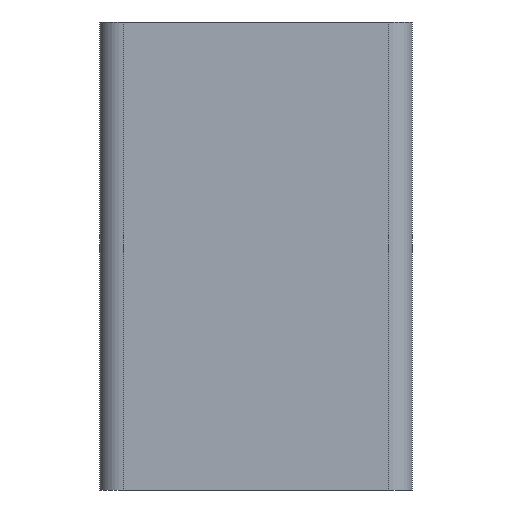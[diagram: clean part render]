
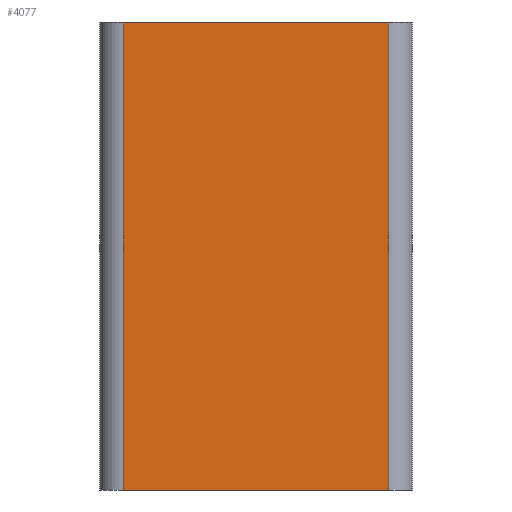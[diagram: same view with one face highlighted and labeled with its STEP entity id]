
A CAD part, front view. The second image highlights one B-rep face of the part: STEP entity #4077.
In plain terms, the highlighted planar face has unit normal (0, -1, 0).
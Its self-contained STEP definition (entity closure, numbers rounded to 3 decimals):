
#138 = VECTOR ( 'NONE', #1653, 1000. ) ;
#407 = EDGE_CURVE ( 'NONE', #1139, #4397, #1428, .T. ) ;
#647 = CARTESIAN_POINT ( 'NONE',  ( -8.5, -10., 0. ) ) ;
#688 = CARTESIAN_POINT ( 'NONE',  ( 8.5, -10., 30. ) ) ;
#787 = VERTEX_POINT ( 'NONE', #3789 ) ;
#925 = EDGE_LOOP ( 'NONE', ( #4028, #2176, #4481, #955 ) ) ;
#955 = ORIENTED_EDGE ( 'NONE', *, *, #3273, .T. ) ;
#1139 = VERTEX_POINT ( 'NONE', #2314 ) ;
#1343 = CARTESIAN_POINT ( 'NONE',  ( -8.5, -10., 30. ) ) ;
#1384 = VECTOR ( 'NONE', #2058, 1000. ) ;
#1428 = LINE ( 'NONE', #647, #1384 ) ;
#1465 = EDGE_CURVE ( 'NONE', #4397, #4331, #3870, .T. ) ;
#1537 = DIRECTION ( 'NONE',  ( 0., -1., 0. ) ) ;
#1554 = VECTOR ( 'NONE', #2646, 1000. ) ;
#1653 = DIRECTION ( 'NONE',  ( 1., 0., 0. ) ) ;
#1896 = PLANE ( 'NONE',  #3228 ) ;
#1945 = LINE ( 'NONE', #4429, #138 ) ;
#1947 = CARTESIAN_POINT ( 'NONE',  ( -8.5, -10., 30. ) ) ;
#2029 = VECTOR ( 'NONE', #4153, 1000. ) ;
#2058 = DIRECTION ( 'NONE',  ( 0., 0., 1. ) ) ;
#2176 = ORIENTED_EDGE ( 'NONE', *, *, #407, .F. ) ;
#2314 = CARTESIAN_POINT ( 'NONE',  ( -8.5, -10., 0. ) ) ;
#2646 = DIRECTION ( 'NONE',  ( 1., 0., 0. ) ) ;
#2965 = FACE_OUTER_BOUND ( 'NONE', #925, .T. ) ;
#3058 = LINE ( 'NONE', #4138, #2029 ) ;
#3228 = AXIS2_PLACEMENT_3D ( 'NONE', #3600, #1537, #3276 ) ;
#3273 = EDGE_CURVE ( 'NONE', #787, #4331, #3058, .T. ) ;
#3276 = DIRECTION ( 'NONE',  ( 1., 0., 0. ) ) ;
#3494 = EDGE_CURVE ( 'NONE', #1139, #787, #1945, .T. ) ;
#3600 = CARTESIAN_POINT ( 'NONE',  ( -8.5, -10., 0. ) ) ;
#3789 = CARTESIAN_POINT ( 'NONE',  ( 8.5, -10., 0. ) ) ;
#3870 = LINE ( 'NONE', #1947, #1554 ) ;
#4028 = ORIENTED_EDGE ( 'NONE', *, *, #1465, .F. ) ;
#4077 = ADVANCED_FACE ( 'NONE', ( #2965 ), #1896, .T. ) ;
#4138 = CARTESIAN_POINT ( 'NONE',  ( 8.5, -10., 0. ) ) ;
#4153 = DIRECTION ( 'NONE',  ( 0., 0., 1. ) ) ;
#4331 = VERTEX_POINT ( 'NONE', #688 ) ;
#4397 = VERTEX_POINT ( 'NONE', #1343 ) ;
#4429 = CARTESIAN_POINT ( 'NONE',  ( -8.5, -10., 0. ) ) ;
#4481 = ORIENTED_EDGE ( 'NONE', *, *, #3494, .T. ) ;
